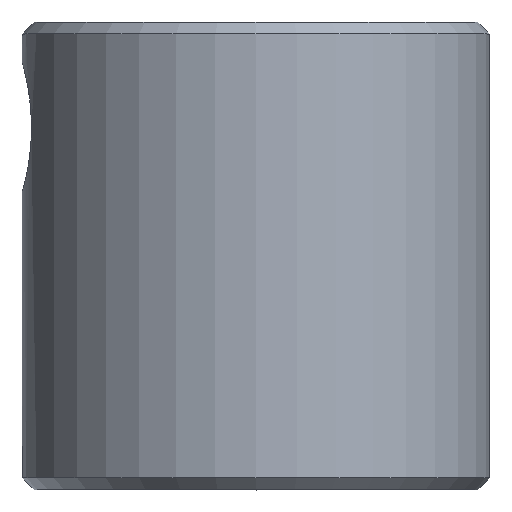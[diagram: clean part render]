
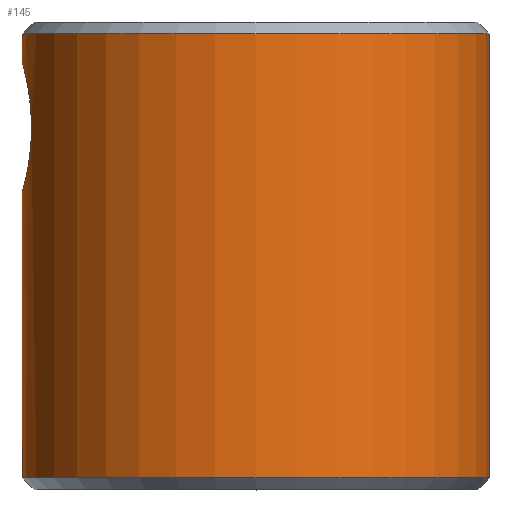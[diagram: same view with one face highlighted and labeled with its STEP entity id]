
A CAD part, top view. The second image highlights one B-rep face of the part: STEP entity #145.
In plain terms, the highlighted cylindrical face has radius 10 mm (diameter 20 mm), a full revolution.
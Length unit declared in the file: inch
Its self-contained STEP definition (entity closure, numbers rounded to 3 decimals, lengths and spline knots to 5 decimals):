
#7 = CIRCLE ( 'NONE', #233, 0.3937 ) ;
#8 = CARTESIAN_POINT ( 'NONE',  ( -0.38421, 0.67636, 0.08602 ) ) ;
#10 = CARTESIAN_POINT ( 'NONE',  ( -0.37873, 0.62449, -0.10756 ) ) ;
#11 = CARTESIAN_POINT ( 'NONE',  ( -0.38008, 0.64521, -0.10271 ) ) ;
#13 = CARTESIAN_POINT ( 'NONE',  ( -0.37852, 0.61738, -0.10827 ) ) ;
#15 = CARTESIAN_POINT ( 'NONE',  ( -0.38519, 0.53871, 0.08159 ) ) ;
#16 = CARTESIAN_POINT ( 'NONE',  ( -0.38719, 0.69187, 0.07148 ) ) ;
#20 = AXIS2_PLACEMENT_3D ( 'NONE', #276, #22, #295 ) ;
#21 = VERTEX_POINT ( 'NONE', #272 ) ;
#22 = DIRECTION ( 'NONE',  ( 0., -1., 0. ) ) ;
#25 = CYLINDRICAL_SURFACE ( 'NONE', #20, 0.3937 ) ;
#32 = B_SPLINE_CURVE_WITH_KNOTS ( 'NONE', 3,
 ( #113, #260, #8, #97, #154, #72, #240, #67, #99, #95, #289, #343, #207, #181, #342, #205, #15, #69, #320, #179, #210, #235, #238, #319, #284, #286, #236, #71, #37, #65, #180, #290, #264, #101, #152, #314, #40, #212, #125, #13, #10, #155, #11, #127, #266, #345, #292, #41, #157, #128, #243, #347, #341, #123, #203, #175, #35, #149, #176, #47, #244, #222, #16, #302 ),
 .UNSPECIFIED., .T., .F.,
 ( 4, 2, 2, 2, 2, 2, 2, 2, 2, 2, 2, 2, 2, 2, 2, 2, 2, 2, 2, 2, 2, 2, 2, 2, 2, 2, 2, 2, 2, 2, 2, 4 ),
 ( 0., 0.00054, 0.00108, 0.00163, 0.00217, 0.00271, 0.00325, 0.00379, 0.00433, 0.00488, 0.00542, 0.00596, 0.0065, 0.00704, 0.00759, 0.00867, 0.00921, 0.00975, 0.01029, 0.01084, 0.01138, 0.01192, 0.01246, 0.013, 0.01355, 0.01409, 0.01463, 0.01517, 0.01571, 0.01626, 0.0168, 0.01734 ),
 .UNSPECIFIED. ) ;
#35 = CARTESIAN_POINT ( 'NONE',  ( -0.3935, 0.7178, 0.01424 ) ) ;
#36 = EDGE_CURVE ( 'NONE', #96, #96, #7, .T. ) ;
#37 = CARTESIAN_POINT ( 'NONE',  ( -0.39219, 0.50755, -0.03504 ) ) ;
#39 = EDGE_CURVE ( 'NONE', #68, #68, #269, .T. ) ;
#40 = CARTESIAN_POINT ( 'NONE',  ( -0.3795, 0.58208, -0.10478 ) ) ;
#41 = CARTESIAN_POINT ( 'NONE',  ( -0.38717, 0.69175, -0.0716 ) ) ;
#47 = CARTESIAN_POINT ( 'NONE',  ( -0.39082, 0.70753, 0.04802 ) ) ;
#65 = CARTESIAN_POINT ( 'NONE',  ( -0.39012, 0.51568, -0.05458 ) ) ;
#66 = EDGE_CURVE ( 'NONE', #21, #21, #32, .T. ) ;
#67 = CARTESIAN_POINT ( 'NONE',  ( -0.37872, 0.62445, 0.10757 ) ) ;
#68 = VERTEX_POINT ( 'NONE', #317 ) ;
#69 = CARTESIAN_POINT ( 'NONE',  ( -0.38717, 0.52872, 0.07161 ) ) ;
#71 = CARTESIAN_POINT ( 'NONE',  ( -0.39276, 0.50545, -0.02815 ) ) ;
#72 = CARTESIAN_POINT ( 'NONE',  ( -0.38008, 0.64523, 0.1027 ) ) ;
#79 = ORIENTED_EDGE ( 'NONE', *, *, #36, .T. ) ;
#95 = CARTESIAN_POINT ( 'NONE',  ( -0.37852, 0.60314, 0.10827 ) ) ;
#96 = VERTEX_POINT ( 'NONE', #315 ) ;
#97 = CARTESIAN_POINT ( 'NONE',  ( -0.38237, 0.66463, 0.09388 ) ) ;
#99 = CARTESIAN_POINT ( 'NONE',  ( -0.37852, 0.61731, 0.10827 ) ) ;
#101 = CARTESIAN_POINT ( 'NONE',  ( -0.38236, 0.5559, -0.09391 ) ) ;
#110 = CARTESIAN_POINT ( 'NONE',  ( 0., 0.76772, 0. ) ) ;
#113 = CARTESIAN_POINT ( 'NONE',  ( -0.38619, 0.68684, 0.07651 ) ) ;
#115 = AXIS2_PLACEMENT_3D ( 'NONE', #110, #224, #330 ) ;
#119 = EDGE_LOOP ( 'NONE', ( #167 ) ) ;
#123 = CARTESIAN_POINT ( 'NONE',  ( -0.39351, 0.7178, -0.01422 ) ) ;
#125 = CARTESIAN_POINT ( 'NONE',  ( -0.37852, 0.60304, -0.10827 ) ) ;
#127 = CARTESIAN_POINT ( 'NONE',  ( -0.38151, 0.65834, -0.09725 ) ) ;
#128 = CARTESIAN_POINT ( 'NONE',  ( -0.38997, 0.7041, -0.05441 ) ) ;
#141 = CARTESIAN_POINT ( 'NONE',  ( 0., 0.01969, 0. ) ) ;
#145 = ADVANCED_FACE ( 'NONE', ( #253, #160, #250 ), #25, .T. ) ;
#147 = ORIENTED_EDGE ( 'NONE', *, *, #66, .T. ) ;
#149 = CARTESIAN_POINT ( 'NONE',  ( -0.39275, 0.71502, 0.02816 ) ) ;
#152 = CARTESIAN_POINT ( 'NONE',  ( -0.38151, 0.5621, -0.09724 ) ) ;
#154 = CARTESIAN_POINT ( 'NONE',  ( -0.3815, 0.65829, 0.09728 ) ) ;
#155 = CARTESIAN_POINT ( 'NONE',  ( -0.3795, 0.63835, -0.10479 ) ) ;
#157 = CARTESIAN_POINT ( 'NONE',  ( -0.38814, 0.69622, -0.06618 ) ) ;
#160 = FACE_OUTER_BOUND ( 'NONE', #304, .T. ) ;
#167 = ORIENTED_EDGE ( 'NONE', *, *, #39, .T. ) ;
#175 = CARTESIAN_POINT ( 'NONE',  ( -0.3937, 0.71851, 0.00703 ) ) ;
#176 = CARTESIAN_POINT ( 'NONE',  ( -0.3922, 0.71297, 0.03491 ) ) ;
#179 = CARTESIAN_POINT ( 'NONE',  ( -0.38997, 0.51636, 0.05439 ) ) ;
#180 = CARTESIAN_POINT ( 'NONE',  ( -0.38816, 0.52373, -0.0666 ) ) ;
#181 = CARTESIAN_POINT ( 'NONE',  ( -0.3815, 0.5622, 0.09728 ) ) ;
#203 = CARTESIAN_POINT ( 'NONE',  ( -0.3937, 0.7185, -0.00716 ) ) ;
#205 = CARTESIAN_POINT ( 'NONE',  ( -0.38421, 0.54414, 0.08604 ) ) ;
#207 = CARTESIAN_POINT ( 'NONE',  ( -0.38008, 0.57524, 0.1027 ) ) ;
#210 = CARTESIAN_POINT ( 'NONE',  ( -0.3908, 0.513, 0.04815 ) ) ;
#212 = CARTESIAN_POINT ( 'NONE',  ( -0.37873, 0.59598, -0.10756 ) ) ;
#222 = CARTESIAN_POINT ( 'NONE',  ( -0.38817, 0.69632, 0.06603 ) ) ;
#224 = DIRECTION ( 'NONE',  ( 0., -1., 0. ) ) ;
#228 = EDGE_LOOP ( 'NONE', ( #147 ) ) ;
#233 = AXIS2_PLACEMENT_3D ( 'NONE', #141, #254, #354 ) ;
#235 = CARTESIAN_POINT ( 'NONE',  ( -0.3922, 0.50752, 0.03496 ) ) ;
#236 = CARTESIAN_POINT ( 'NONE',  ( -0.39351, 0.50267, -0.0142 ) ) ;
#238 = CARTESIAN_POINT ( 'NONE',  ( -0.39275, 0.50546, 0.02818 ) ) ;
#240 = CARTESIAN_POINT ( 'NONE',  ( -0.37951, 0.63847, 0.10477 ) ) ;
#243 = CARTESIAN_POINT ( 'NONE',  ( -0.39081, 0.70749, -0.04811 ) ) ;
#244 = CARTESIAN_POINT ( 'NONE',  ( -0.38998, 0.70414, 0.05434 ) ) ;
#250 = FACE_OUTER_BOUND ( 'NONE', #119, .T. ) ;
#253 = FACE_BOUND ( 'NONE', #228, .T. ) ;
#254 = DIRECTION ( 'NONE',  ( 0., 1., 0. ) ) ;
#260 = CARTESIAN_POINT ( 'NONE',  ( -0.3852, 0.68181, 0.08155 ) ) ;
#264 = CARTESIAN_POINT ( 'NONE',  ( -0.38421, 0.54413, -0.08603 ) ) ;
#266 = CARTESIAN_POINT ( 'NONE',  ( -0.38235, 0.66454, -0.09393 ) ) ;
#269 = CIRCLE ( 'NONE', #115, 0.3937 ) ;
#272 = CARTESIAN_POINT ( 'NONE',  ( -0.38619, 0.68684, 0.07651 ) ) ;
#276 = CARTESIAN_POINT ( 'NONE',  ( 0., 0., 0. ) ) ;
#284 = CARTESIAN_POINT ( 'NONE',  ( -0.3937, 0.50197, 0.00708 ) ) ;
#286 = CARTESIAN_POINT ( 'NONE',  ( -0.3937, 0.50197, -0.00715 ) ) ;
#289 = CARTESIAN_POINT ( 'NONE',  ( -0.37872, 0.596, 0.10756 ) ) ;
#290 = CARTESIAN_POINT ( 'NONE',  ( -0.38521, 0.53862, -0.0815 ) ) ;
#292 = CARTESIAN_POINT ( 'NONE',  ( -0.38519, 0.68179, -0.08156 ) ) ;
#295 = DIRECTION ( 'NONE',  ( 0., 0., -1. ) ) ;
#302 = CARTESIAN_POINT ( 'NONE',  ( -0.38619, 0.68684, 0.07651 ) ) ;
#304 = EDGE_LOOP ( 'NONE', ( #79 ) ) ;
#314 = CARTESIAN_POINT ( 'NONE',  ( -0.38009, 0.57518, -0.10268 ) ) ;
#315 = CARTESIAN_POINT ( 'NONE',  ( 0., 0.01969, -0.3937 ) ) ;
#317 = CARTESIAN_POINT ( 'NONE',  ( 0., 0.76772, -0.3937 ) ) ;
#319 = CARTESIAN_POINT ( 'NONE',  ( -0.3935, 0.50268, 0.01428 ) ) ;
#320 = CARTESIAN_POINT ( 'NONE',  ( -0.38816, 0.52418, 0.06608 ) ) ;
#330 = DIRECTION ( 'NONE',  ( 0., 0., -1. ) ) ;
#341 = CARTESIAN_POINT ( 'NONE',  ( -0.39275, 0.715, -0.02825 ) ) ;
#342 = CARTESIAN_POINT ( 'NONE',  ( -0.38236, 0.55586, 0.09389 ) ) ;
#343 = CARTESIAN_POINT ( 'NONE',  ( -0.37951, 0.58199, 0.10476 ) ) ;
#345 = CARTESIAN_POINT ( 'NONE',  ( -0.38419, 0.67625, -0.08611 ) ) ;
#347 = CARTESIAN_POINT ( 'NONE',  ( -0.39219, 0.71291, -0.03507 ) ) ;
#354 = DIRECTION ( 'NONE',  ( 0., 0., -1. ) ) ;
